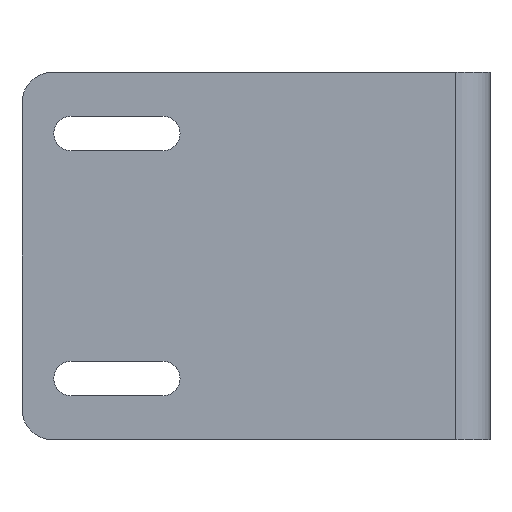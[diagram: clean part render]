
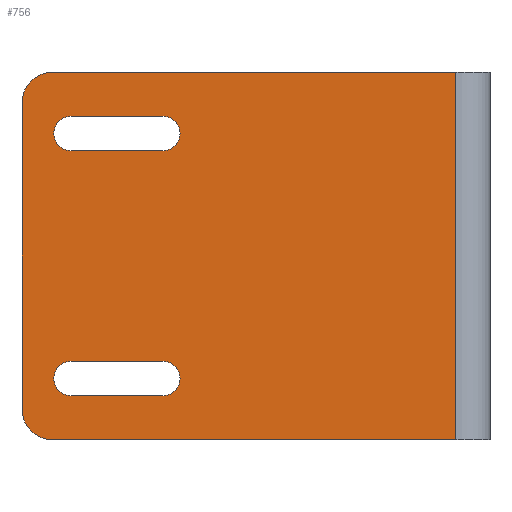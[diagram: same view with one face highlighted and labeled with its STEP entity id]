
A CAD part, left-side view. The second image highlights one B-rep face of the part: STEP entity #756.
In plain terms, the highlighted planar face has unit normal (-1, 0, 0).
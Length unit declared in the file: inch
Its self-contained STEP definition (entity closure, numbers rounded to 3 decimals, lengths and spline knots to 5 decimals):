
#84=DIRECTION('',(0.,0.,1.));
#85=VECTOR('',#84,3.);
#86=CARTESIAN_POINT('',(-0.25,0.28,-1.5));
#87=LINE('',#86,#85);
#227=CARTESIAN_POINT('',(-0.25,3.57,-1.25));
#228=DIRECTION('',(-1.,0.,0.));
#229=DIRECTION('',(0.,1.,0.));
#230=AXIS2_PLACEMENT_3D('',#227,#228,#229);
#232=DIRECTION('',(0.,0.,1.));
#233=VECTOR('',#232,2.5);
#234=CARTESIAN_POINT('',(-0.25,3.82,-1.25));
#235=LINE('',#234,#233);
#236=CARTESIAN_POINT('',(-0.25,3.57,1.25));
#237=DIRECTION('',(-1.,0.,0.));
#238=DIRECTION('',(0.,0.,1.));
#239=AXIS2_PLACEMENT_3D('',#236,#237,#238);
#241=DIRECTION('',(0.,-1.,0.));
#242=VECTOR('',#241,3.29);
#243=CARTESIAN_POINT('',(-0.25,3.57,1.5));
#244=LINE('',#243,#242);
#245=DIRECTION('',(0.,1.,0.));
#246=VECTOR('',#245,3.29);
#247=CARTESIAN_POINT('',(-0.25,0.28,-1.5));
#248=LINE('',#247,#246);
#249=CARTESIAN_POINT('',(-0.25,2.67,-1.));
#250=DIRECTION('',(1.,0.,0.));
#251=DIRECTION('',(0.,0.,1.));
#252=AXIS2_PLACEMENT_3D('',#249,#250,#251);
#254=DIRECTION('',(0.,1.,0.));
#255=VECTOR('',#254,0.75);
#256=CARTESIAN_POINT('',(-0.25,2.67,-0.8595));
#257=LINE('',#256,#255);
#258=CARTESIAN_POINT('',(-0.25,3.42,-1.));
#259=DIRECTION('',(1.,0.,0.));
#260=DIRECTION('',(0.,0.,-1.));
#261=AXIS2_PLACEMENT_3D('',#258,#259,#260);
#263=DIRECTION('',(0.,-1.,0.));
#264=VECTOR('',#263,0.75);
#265=CARTESIAN_POINT('',(-0.25,3.42,-1.1405));
#266=LINE('',#265,#264);
#267=DIRECTION('',(0.,1.,0.));
#268=VECTOR('',#267,0.75);
#269=CARTESIAN_POINT('',(-0.25,2.67,1.1405));
#270=LINE('',#269,#268);
#271=CARTESIAN_POINT('',(-0.25,3.42,1.));
#272=DIRECTION('',(1.,0.,0.));
#273=DIRECTION('',(0.,0.,-1.));
#274=AXIS2_PLACEMENT_3D('',#271,#272,#273);
#276=DIRECTION('',(0.,-1.,0.));
#277=VECTOR('',#276,0.75);
#278=CARTESIAN_POINT('',(-0.25,3.42,0.8595));
#279=LINE('',#278,#277);
#280=CARTESIAN_POINT('',(-0.25,2.67,1.));
#281=DIRECTION('',(1.,0.,0.));
#282=DIRECTION('',(0.,0.,1.));
#283=AXIS2_PLACEMENT_3D('',#280,#281,#282);
#337=CARTESIAN_POINT('',(-0.25,0.28,-1.5));
#338=VERTEX_POINT('',#337);
#339=CARTESIAN_POINT('',(-0.25,0.28,1.5));
#340=VERTEX_POINT('',#339);
#353=CARTESIAN_POINT('',(-0.25,3.82,-1.25));
#354=VERTEX_POINT('',#353);
#355=CARTESIAN_POINT('',(-0.25,3.57,-1.5));
#356=VERTEX_POINT('',#355);
#361=CARTESIAN_POINT('',(-0.25,3.57,1.5));
#362=VERTEX_POINT('',#361);
#363=CARTESIAN_POINT('',(-0.25,3.82,1.25));
#364=VERTEX_POINT('',#363);
#397=CARTESIAN_POINT('',(-0.25,2.67,1.1405));
#398=CARTESIAN_POINT('',(-0.25,3.42,1.1405));
#399=VERTEX_POINT('',#397);
#400=VERTEX_POINT('',#398);
#401=CARTESIAN_POINT('',(-0.25,3.42,0.8595));
#402=VERTEX_POINT('',#401);
#403=CARTESIAN_POINT('',(-0.25,2.67,0.8595));
#404=VERTEX_POINT('',#403);
#405=CARTESIAN_POINT('',(-0.25,2.67,-0.8595));
#406=CARTESIAN_POINT('',(-0.25,2.67,-1.1405));
#407=VERTEX_POINT('',#405);
#408=VERTEX_POINT('',#406);
#409=CARTESIAN_POINT('',(-0.25,3.42,-0.8595));
#410=VERTEX_POINT('',#409);
#411=CARTESIAN_POINT('',(-0.25,3.42,-1.1405));
#412=VERTEX_POINT('',#411);
#723=CARTESIAN_POINT('',(-0.25,0.,0.));
#724=DIRECTION('',(1.,0.,0.));
#725=DIRECTION('',(0.,0.,-1.));
#726=AXIS2_PLACEMENT_3D('',#723,#724,#725);
#727=PLANE('',#726);
#728=ORIENTED_EDGE('',*,*,#477,.F.);
#729=ORIENTED_EDGE('',*,*,#493,.T.);
#730=ORIENTED_EDGE('',*,*,#506,.F.);
#731=ORIENTED_EDGE('',*,*,#521,.T.);
#732=ORIENTED_EDGE('',*,*,#550,.F.);
#733=ORIENTED_EDGE('',*,*,#716,.T.);
#734=EDGE_LOOP('',(#728,#729,#730,#731,#732,#733));
#735=FACE_OUTER_BOUND('',#734,.F.);
#737=ORIENTED_EDGE('',*,*,#736,.F.);
#739=ORIENTED_EDGE('',*,*,#738,.T.);
#741=ORIENTED_EDGE('',*,*,#740,.F.);
#743=ORIENTED_EDGE('',*,*,#742,.T.);
#744=EDGE_LOOP('',(#737,#739,#741,#743));
#745=FACE_BOUND('',#744,.F.);
#747=ORIENTED_EDGE('',*,*,#746,.T.);
#749=ORIENTED_EDGE('',*,*,#748,.F.);
#751=ORIENTED_EDGE('',*,*,#750,.T.);
#753=ORIENTED_EDGE('',*,*,#752,.F.);
#754=EDGE_LOOP('',(#747,#749,#751,#753));
#755=FACE_BOUND('',#754,.F.);
#756=ADVANCED_FACE('',(#735,#745,#755),#727,.F.);
#231=CIRCLE('',#230,0.25);
#240=CIRCLE('',#239,0.25);
#253=CIRCLE('',#252,0.1405);
#262=CIRCLE('',#261,0.1405);
#275=CIRCLE('',#274,0.1405);
#284=CIRCLE('',#283,0.1405);
#477=EDGE_CURVE('',#354,#356,#231,.T.);
#493=EDGE_CURVE('',#354,#364,#235,.T.);
#506=EDGE_CURVE('',#362,#364,#240,.T.);
#521=EDGE_CURVE('',#362,#340,#244,.T.);
#550=EDGE_CURVE('',#338,#340,#87,.T.);
#716=EDGE_CURVE('',#338,#356,#248,.T.);
#736=EDGE_CURVE('',#407,#408,#253,.T.);
#738=EDGE_CURVE('',#407,#410,#257,.T.);
#740=EDGE_CURVE('',#412,#410,#262,.T.);
#742=EDGE_CURVE('',#412,#408,#266,.T.);
#746=EDGE_CURVE('',#399,#400,#270,.T.);
#748=EDGE_CURVE('',#402,#400,#275,.T.);
#750=EDGE_CURVE('',#402,#404,#279,.T.);
#752=EDGE_CURVE('',#399,#404,#284,.T.);
